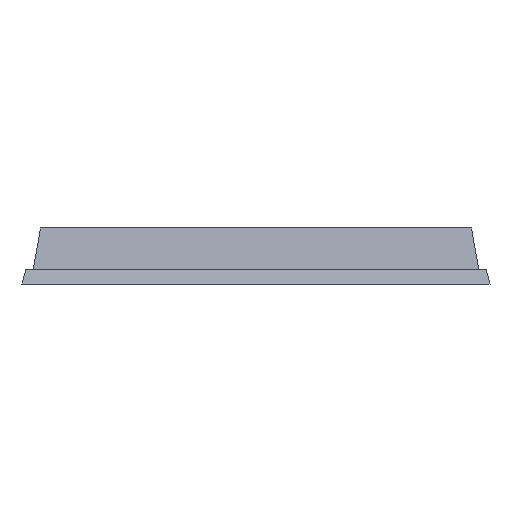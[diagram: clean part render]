
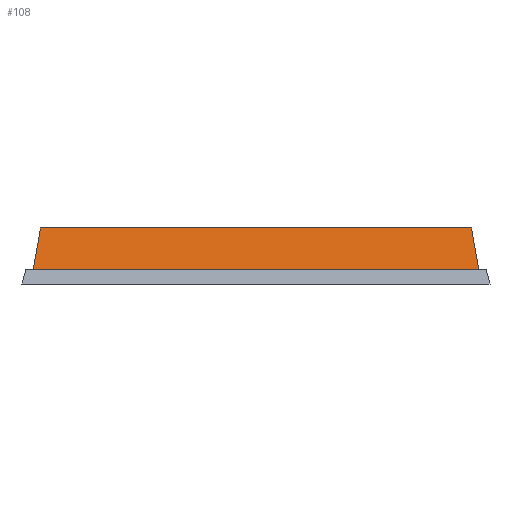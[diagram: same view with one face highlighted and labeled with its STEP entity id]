
A CAD part, left-side view. The second image highlights one B-rep face of the part: STEP entity #108.
In plain terms, the highlighted planar face has unit normal (-0.985, 0, 0.174).
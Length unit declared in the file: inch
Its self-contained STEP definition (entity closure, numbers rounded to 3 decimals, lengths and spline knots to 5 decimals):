
#11 = ORIENTED_EDGE ( 'NONE', *, *, #735, .T. ) ;
#47 = VECTOR ( 'NONE', #606, 39.37008 ) ;
#70 = PLANE ( 'NONE',  #965 ) ;
#73 = CARTESIAN_POINT ( 'NONE',  ( -4.42258, -1.92308, 0.5 ) ) ;
#108 = ADVANCED_FACE ( 'NONE', ( #327 ), #70, .T. ) ;
#176 = CARTESIAN_POINT ( 'NONE',  ( -4.488, -1.9885, 0.129 ) ) ;
#189 = VERTEX_POINT ( 'NONE', #73 ) ;
#193 = CARTESIAN_POINT ( 'NONE',  ( -4.488, 8.00587, 0.129 ) ) ;
#244 = LINE ( 'NONE', #1208, #922 ) ;
#289 = LINE ( 'NONE', #1365, #47 ) ;
#319 = EDGE_CURVE ( 'NONE', #967, #189, #779, .T. ) ;
#320 = DIRECTION ( 'NONE',  ( 0.171, 0.171, 0.97 ) ) ;
#327 = FACE_OUTER_BOUND ( 'NONE', #937, .T. ) ;
#422 = ORIENTED_EDGE ( 'NONE', *, *, #594, .T. ) ;
#466 = VECTOR ( 'NONE', #320, 39.37008 ) ;
#471 = DIRECTION ( 'NONE',  ( 0., 1., 0. ) ) ;
#509 = EDGE_CURVE ( 'NONE', #1212, #1127, #289, .T. ) ;
#535 = ORIENTED_EDGE ( 'NONE', *, *, #509, .F. ) ;
#594 = EDGE_CURVE ( 'NONE', #1212, #967, #650, .T. ) ;
#606 = DIRECTION ( 'NONE',  ( 0.171, -0.171, 0.97 ) ) ;
#643 = DIRECTION ( 'NONE',  ( 0.174, 0., 0.985 ) ) ;
#650 = LINE ( 'NONE', #193, #1224 ) ;
#735 = EDGE_CURVE ( 'NONE', #189, #1127, #244, .T. ) ;
#779 = LINE ( 'NONE', #982, #466 ) ;
#861 = CARTESIAN_POINT ( 'NONE',  ( -4.42258, 1.92308, 0.5 ) ) ;
#862 = ORIENTED_EDGE ( 'NONE', *, *, #319, .T. ) ;
#922 = VECTOR ( 'NONE', #471, 39.37008 ) ;
#937 = EDGE_LOOP ( 'NONE', ( #422, #862, #11, #535 ) ) ;
#965 = AXIS2_PLACEMENT_3D ( 'NONE', #1171, #1186, #643 ) ;
#967 = VERTEX_POINT ( 'NONE', #176 ) ;
#982 = CARTESIAN_POINT ( 'NONE',  ( -4.488, -1.9885, 0.129 ) ) ;
#1127 = VERTEX_POINT ( 'NONE', #861 ) ;
#1171 = CARTESIAN_POINT ( 'NONE',  ( -4.42258, 8.00587, 0.5 ) ) ;
#1186 = DIRECTION ( 'NONE',  ( -0.985, 0., 0.174 ) ) ;
#1208 = CARTESIAN_POINT ( 'NONE',  ( -4.42258, 0., 0.5 ) ) ;
#1212 = VERTEX_POINT ( 'NONE', #1339 ) ;
#1224 = VECTOR ( 'NONE', #1406, 39.37008 ) ;
#1339 = CARTESIAN_POINT ( 'NONE',  ( -4.488, 1.9885, 0.129 ) ) ;
#1365 = CARTESIAN_POINT ( 'NONE',  ( -4.488, 1.9885, 0.129 ) ) ;
#1406 = DIRECTION ( 'NONE',  ( 0., -1., 0. ) ) ;
